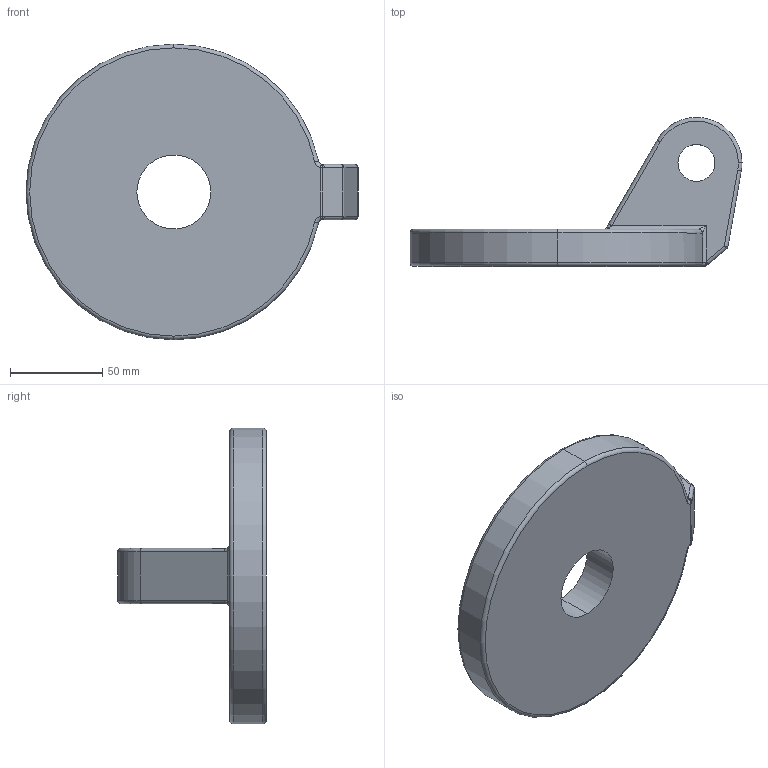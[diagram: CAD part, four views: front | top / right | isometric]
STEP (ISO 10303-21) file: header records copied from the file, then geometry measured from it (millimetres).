
FILE_DESCRIPTION (( 'STEP AP214' ), '1' );
FILE_NAME ('Link_T.STEP', '2020-10-14T05:00:19', ( '' ), ( '' ), 'SwSTEP 2.0', 'SolidWorks 2018', '' );
FILE_SCHEMA (( 'AUTOMOTIVE_DESIGN' ));
Length unit declared in the file: millimetre
Products named in the file (1): Link_T
Bounding box: 179.64 x 80.62 x 160 mm (x, y, z)
Volume: 467073.9 mm3; surface area: 60289.3 mm2
Topology: 1 solids, 1 shells, 54 faces, 126 edges, 68 vertices
Faces by surface type: cylinder 21, torus 12, bspline 10, plane 7, sphere 4
Entity records: 1694 total; most frequent: CARTESIAN_POINT 509, DIRECTION 256, ORIENTED_EDGE 240, EDGE_CURVE 120, AXIS2_PLACEMENT_3D 111, VERTEX_POINT 68, CIRCLE 66, EDGE_LOOP 58
